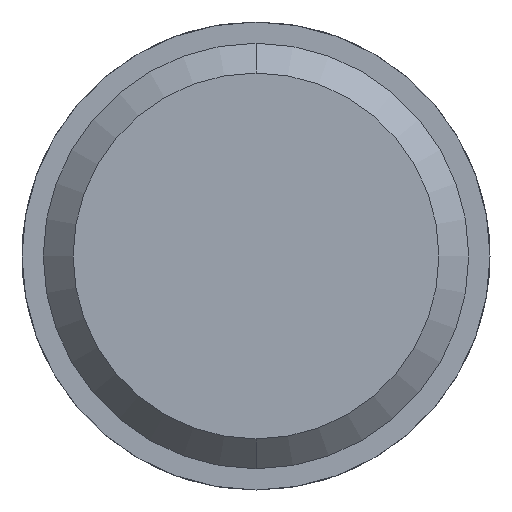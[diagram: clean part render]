
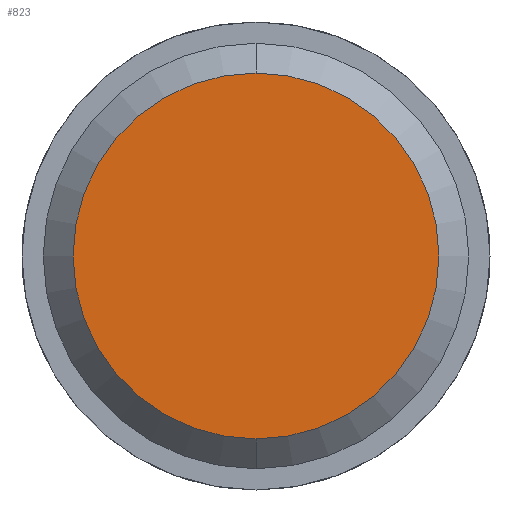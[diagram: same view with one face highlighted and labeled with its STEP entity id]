
A CAD part, front view. The second image highlights one B-rep face of the part: STEP entity #823.
In plain terms, the highlighted planar face has unit normal (0, -1, 0).
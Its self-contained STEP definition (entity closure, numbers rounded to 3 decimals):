
#333 = AXIS2_PLACEMENT_3D ( 'NONE', #2401, #3068, #2458 ) ;
#432 = DIRECTION ( 'NONE',  ( 0., 0., -1. ) ) ;
#602 = CARTESIAN_POINT ( 'NONE',  ( 0., -34.6, 2.15 ) ) ;
#817 = CARTESIAN_POINT ( 'NONE',  ( 2.5, -34.6, 0. ) ) ;
#823 = ADVANCED_FACE ( 'Defeature ausgef�hrt2_7', ( #2063 ), #2404, .T. ) ;
#939 = VERTEX_POINT ( 'NONE', #602 ) ;
#1132 = VERTEX_POINT ( 'NONE', #2460 ) ;
#1312 = EDGE_CURVE ( 'Defeature ausgef�hrt2_7+Defeature ausgef�hrt2_0+Defeature ausgef�hrt2_0+Defeature ausgef�hrt2_0', #1132, #939, #3064, .T. ) ;
#1523 = DIRECTION ( 'NONE',  ( 0., 0., -1. ) ) ;
#2063 = FACE_OUTER_BOUND ( 'NONE', #3047, .T. ) ;
#2286 = CARTESIAN_POINT ( 'NONE',  ( 0., -34.6, 0. ) ) ;
#2401 = CARTESIAN_POINT ( 'NONE',  ( 0., -34.6, 0. ) ) ;
#2404 = PLANE ( 'NONE',  #2918 ) ;
#2458 = DIRECTION ( 'NONE',  ( 0., 0., -1. ) ) ;
#2460 = CARTESIAN_POINT ( 'NONE',  ( 0., -34.6, -2.15 ) ) ;
#2918 = AXIS2_PLACEMENT_3D ( 'NONE', #817, #3684, #1523 ) ;
#2930 = EDGE_CURVE ( 'Defeature ausgef�hrt2_7+Defeature ausgef�hrt2_0+Defeature ausgef�hrt2_0+Defeature ausgef�hrt2_0', #939, #1132, #3178, .T. ) ;
#2983 = ORIENTED_EDGE ( 'NONE', *, *, #1312, .T. ) ;
#3047 = EDGE_LOOP ( 'NONE', ( #3101, #2983 ) ) ;
#3064 = CIRCLE ( 'NONE', #3099, 2.15 ) ;
#3068 = DIRECTION ( 'NONE',  ( 0., -1., 0. ) ) ;
#3099 = AXIS2_PLACEMENT_3D ( 'NONE', #2286, #3530, #432 ) ;
#3101 = ORIENTED_EDGE ( 'NONE', *, *, #2930, .T. ) ;
#3178 = CIRCLE ( 'NONE', #333, 2.15 ) ;
#3530 = DIRECTION ( 'NONE',  ( 0., -1., 0. ) ) ;
#3684 = DIRECTION ( 'NONE',  ( 0., -1., 0. ) ) ;
